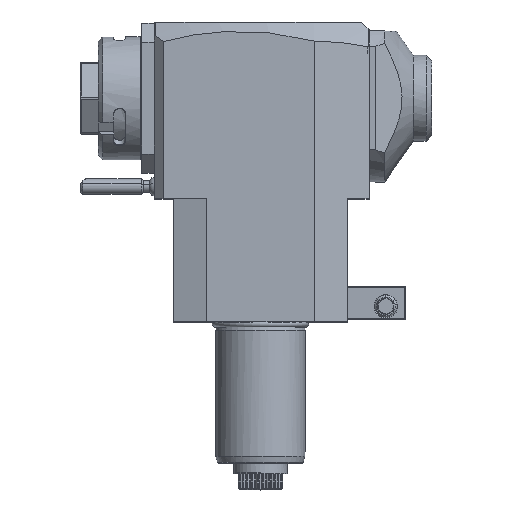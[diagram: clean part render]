
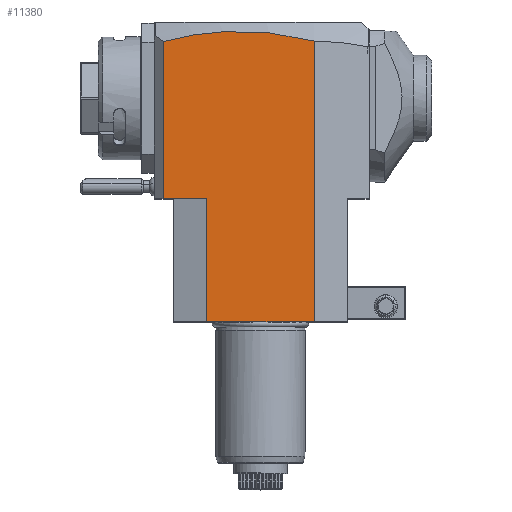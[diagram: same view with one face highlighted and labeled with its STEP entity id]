
A CAD part, top view. The second image highlights one B-rep face of the part: STEP entity #11380.
In plain terms, the highlighted planar face has unit normal (0, 0, 1).
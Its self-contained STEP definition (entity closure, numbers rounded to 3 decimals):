
#1=DIRECTION('',(-1.,0.,0.));
#2=VECTOR('',#1,48.);
#3=CARTESIAN_POINT('',(24.,0.,37.5));
#4=LINE('',#3,#2);
#43=DIRECTION('',(-1.,0.,0.));
#44=VECTOR('',#43,19.5);
#45=CARTESIAN_POINT('',(-24.,55.,37.5));
#46=LINE('',#45,#44);
#47=DIRECTION('',(0.,1.,0.));
#48=VECTOR('',#47,70.258);
#49=CARTESIAN_POINT('',(-43.5,55.,37.5));
#50=LINE('',#49,#48);
#51=CARTESIAN_POINT('',(24.,125.435,37.5));
#52=CARTESIAN_POINT('',(18.371,126.939,37.5));
#53=CARTESIAN_POINT('',(7.115,129.162,37.5));
#54=CARTESIAN_POINT('',(-9.762,130.233,37.5));
#55=CARTESIAN_POINT('',(-26.635,129.072,37.5));
#56=CARTESIAN_POINT('',(-37.879,126.791,37.5));
#57=CARTESIAN_POINT('',(-43.5,125.258,37.5));
#59=DIRECTION('',(0.,-1.,0.));
#60=VECTOR('',#59,125.435);
#61=CARTESIAN_POINT('',(24.,125.435,37.5));
#62=LINE('',#61,#60);
#5100=DIRECTION('',(0.,-1.,0.));
#5101=VECTOR('',#5100,55.);
#5102=CARTESIAN_POINT('',(-24.,55.,37.5));
#5103=LINE('',#5102,#5101);
#10578=VERTEX_POINT('',#51);
#10579=VERTEX_POINT('',#57);
#10911=CARTESIAN_POINT('',(-43.5,55.,37.5));
#10913=VERTEX_POINT('',#10911);
#10950=CARTESIAN_POINT('',(24.,0.,37.5));
#10951=CARTESIAN_POINT('',(-24.,0.,37.5));
#10952=VERTEX_POINT('',#10950);
#10953=VERTEX_POINT('',#10951);
#11322=CARTESIAN_POINT('',(-24.,55.,37.5));
#11323=VERTEX_POINT('',#11322);
#11362=CARTESIAN_POINT('',(-39.202,55.,37.5));
#11363=DIRECTION('',(0.,0.,1.));
#11364=DIRECTION('',(1.,0.,0.));
#11365=AXIS2_PLACEMENT_3D('',#11362,#11363,#11364);
#11366=PLANE('',#11365);
#11368=ORIENTED_EDGE('',*,*,#11367,.T.);
#11370=ORIENTED_EDGE('',*,*,#11369,.T.);
#11372=ORIENTED_EDGE('',*,*,#11371,.F.);
#11374=ORIENTED_EDGE('',*,*,#11373,.T.);
#11375=ORIENTED_EDGE('',*,*,#11331,.T.);
#11377=ORIENTED_EDGE('',*,*,#11376,.F.);
#11378=EDGE_LOOP('',(#11368,#11370,#11372,#11374,#11375,#11377));
#11379=FACE_OUTER_BOUND('',#11378,.F.);
#58=B_SPLINE_CURVE_WITH_KNOTS('',3,(#51,#52,#53,#54,#55,#56,#57),.UNSPECIFIED.,
.F.,.F.,(4,1,1,1,4),(0.,0.25,0.5,0.75,1.),.UNSPECIFIED.);
#11331=EDGE_CURVE('',#10952,#10953,#4,.T.);
#11367=EDGE_CURVE('',#11323,#10913,#46,.T.);
#11369=EDGE_CURVE('',#10913,#10579,#50,.T.);
#11371=EDGE_CURVE('',#10578,#10579,#58,.T.);
#11373=EDGE_CURVE('',#10578,#10952,#62,.T.);
#11376=EDGE_CURVE('',#11323,#10953,#5103,.T.);
#11380=ADVANCED_FACE('',(#11379),#11366,.T.);
